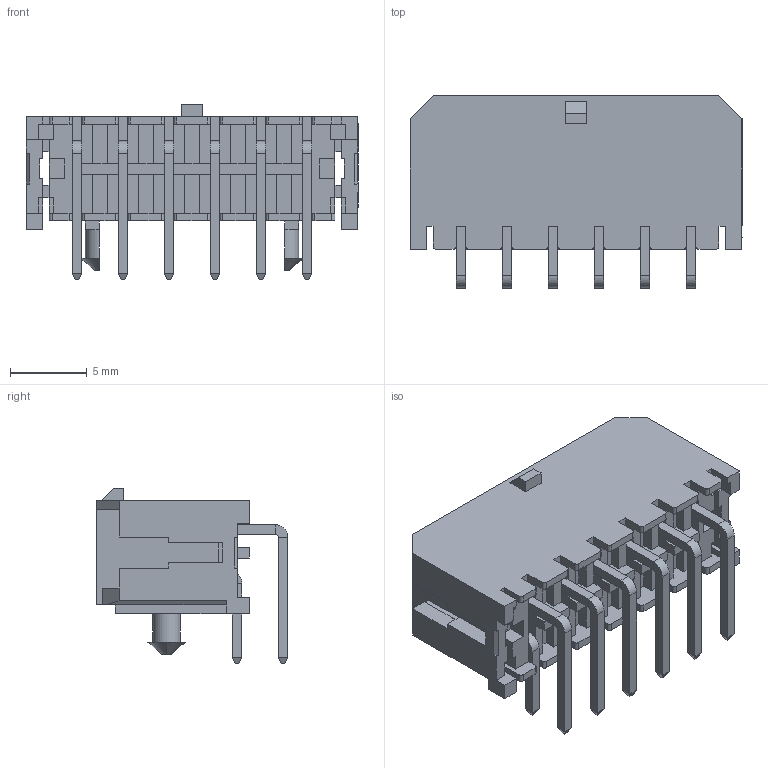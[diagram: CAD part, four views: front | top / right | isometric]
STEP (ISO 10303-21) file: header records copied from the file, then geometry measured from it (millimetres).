
FILE_DESCRIPTION (( 'STEP AP214' ), '1' );
FILE_NAME ('FWF30002-D12B22K6B-REF.STEP', '2026-01-20T09:40:41', ( '' ), ( '' ), 'SwSTEP 2.0', 'SolidWorks 2021', '' );
FILE_SCHEMA (( 'AUTOMOTIVE_DESIGN' ));
Length unit declared in the file: millimetre
Products named in the file (1): FWF30002-D12B22K6B-REF
Bounding box: 21.65 x 12.52 x 11.46 mm (x, y, z)
Volume: 832.3 mm3; surface area: 2447.6 mm2
Topology: 1 solids, 1 shells, 705 faces, 1801 edges, 1121 vertices
Faces by surface type: plane 646, cylinder 55, cone 4
Entity records: 28273 total; most frequent: CARTESIAN_POINT 3628, ORIENTED_EDGE 3602, DIRECTION 3344, EDGE_CURVE 1801, LINE 1670, VECTOR 1670, VERTEX_POINT 1121, AXIS2_PLACEMENT_3D 837
